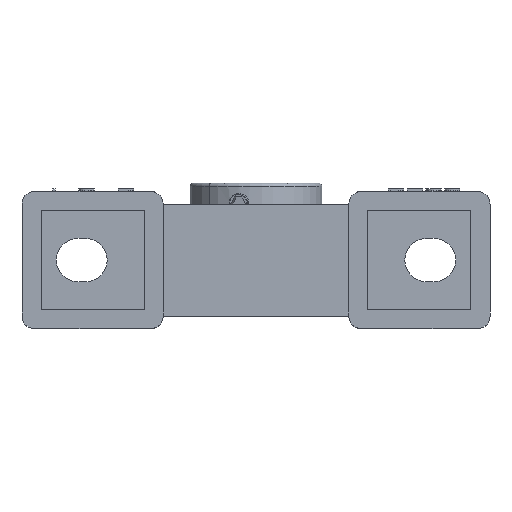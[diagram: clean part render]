
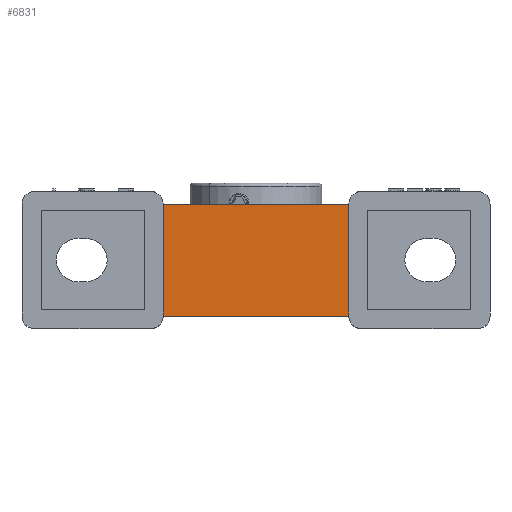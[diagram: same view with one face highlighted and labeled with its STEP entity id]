
A CAD part, front view. The second image highlights one B-rep face of the part: STEP entity #6831.
In plain terms, the highlighted planar face has unit normal (0, -1, 0).
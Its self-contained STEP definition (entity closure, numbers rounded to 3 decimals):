
#1426=DIRECTION('',(0.,0.,1.));
#1427=VECTOR('',#1426,44.);
#1428=CARTESIAN_POINT('',(36.5,-47.,-22.));
#1429=LINE('',#1428,#1427);
#1860=DIRECTION('',(1.,0.,0.));
#1861=VECTOR('',#1860,73.);
#1862=CARTESIAN_POINT('',(-36.5,-47.,22.));
#1863=LINE('',#1862,#1861);
#1864=DIRECTION('',(0.,0.,1.));
#1865=VECTOR('',#1864,44.);
#1866=CARTESIAN_POINT('',(-36.5,-47.,-22.));
#1867=LINE('',#1866,#1865);
#1876=DIRECTION('',(1.,0.,0.));
#1877=VECTOR('',#1876,73.);
#1878=CARTESIAN_POINT('',(-36.5,-47.,-22.));
#1879=LINE('',#1878,#1877);
#4250=CARTESIAN_POINT('',(-36.5,-47.,22.));
#4251=VERTEX_POINT('',#4250);
#4260=CARTESIAN_POINT('',(36.5,-47.,22.));
#4261=VERTEX_POINT('',#4260);
#4269=CARTESIAN_POINT('',(36.5,-47.,-22.));
#4270=VERTEX_POINT('',#4269);
#4279=CARTESIAN_POINT('',(-36.5,-47.,-22.));
#4280=VERTEX_POINT('',#4279);
#6819=CARTESIAN_POINT('',(-36.5,-47.,-22.));
#6820=DIRECTION('',(0.,1.,0.));
#6821=DIRECTION('',(1.,0.,0.));
#6822=AXIS2_PLACEMENT_3D('',#6819,#6820,#6821);
#6823=PLANE('',#6822);
#6824=ORIENTED_EDGE('',*,*,#6814,.T.);
#6825=ORIENTED_EDGE('',*,*,#6402,.F.);
#6827=ORIENTED_EDGE('',*,*,#6826,.F.);
#6828=ORIENTED_EDGE('',*,*,#6638,.T.);
#6829=EDGE_LOOP('',(#6824,#6825,#6827,#6828));
#6830=FACE_OUTER_BOUND('',#6829,.F.);
#6831=ADVANCED_FACE('',(#6830),#6823,.F.);
#6402=EDGE_CURVE('',#4270,#4261,#1429,.T.);
#6638=EDGE_CURVE('',#4280,#4251,#1867,.T.);
#6814=EDGE_CURVE('',#4251,#4261,#1863,.T.);
#6826=EDGE_CURVE('',#4280,#4270,#1879,.T.);
